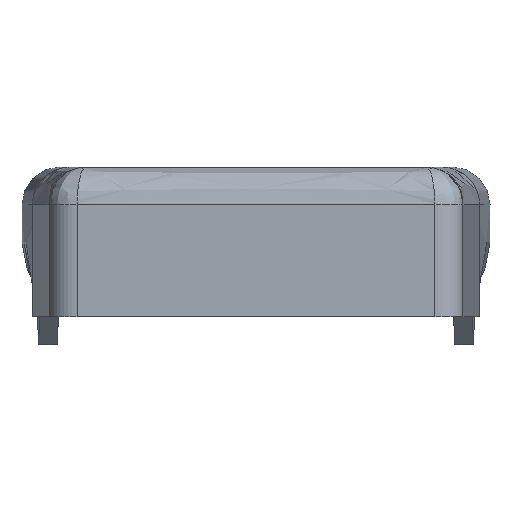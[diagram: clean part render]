
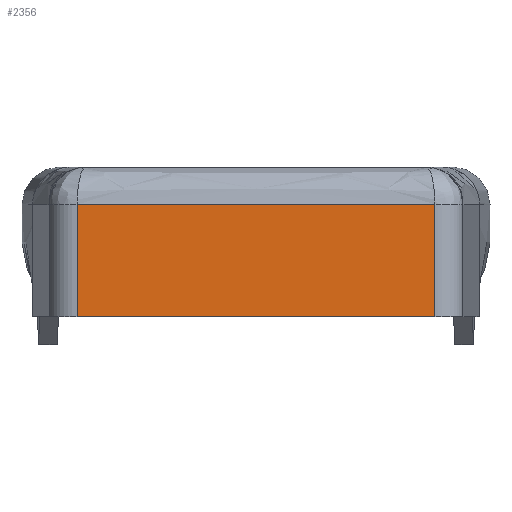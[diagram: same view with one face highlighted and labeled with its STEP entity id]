
A CAD part, left-side view. The second image highlights one B-rep face of the part: STEP entity #2356.
In plain terms, the highlighted free-form (B-spline) face has degree [1, 1] with [2, 2] control points.
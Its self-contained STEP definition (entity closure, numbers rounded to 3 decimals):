
#1694=CARTESIAN_POINT('',(-98.0,9.557,0.0));
#1695=VERTEX_POINT('',#1694);
#1798=CARTESIAN_POINT('',(-98.0,-9.556,0.0));
#1799=VERTEX_POINT('',#1798);
#1813=CARTESIAN_POINT('',(-98.0,9.557,0.0));
#1814=CARTESIAN_POINT('',(-98.0,-9.556,0.0));
#1815=QUASI_UNIFORM_CURVE('',1,(#1813,#1814),.UNSPECIFIED.,.F.,.U.);
#1816=EDGE_CURVE('',#1695,#1799,#1815,.T.);
#2175=CARTESIAN_POINT('',(-98.0,9.557,6.));
#2176=VERTEX_POINT('',#2175);
#2177=CARTESIAN_POINT('',(-98.0,9.557,6.));
#2178=CARTESIAN_POINT('',(-98.0,9.557,0.0));
#2179=QUASI_UNIFORM_CURVE('',1,(#2177,#2178),.UNSPECIFIED.,.F.,.U.);
#2180=EDGE_CURVE('',#2176,#1695,#2179,.T.);
#2227=CARTESIAN_POINT('',(-98.0,-9.556,6.));
#2228=VERTEX_POINT('',#2227);
#2242=CARTESIAN_POINT('',(-98.0,-9.556,0.0));
#2243=CARTESIAN_POINT('',(-98.0,-9.556,6.));
#2244=QUASI_UNIFORM_CURVE('',1,(#2242,#2243),.UNSPECIFIED.,.F.,.U.);
#2245=EDGE_CURVE('',#1799,#2228,#2244,.T.);
#2341=CARTESIAN_POINT('',(-98.0,10.512,6.3));
#2342=CARTESIAN_POINT('',(-98.0,10.512,-0.3));
#2343=CARTESIAN_POINT('',(-98.0,-10.511,6.3));
#2344=CARTESIAN_POINT('',(-98.0,-10.511,-0.3));
#2345=B_SPLINE_SURFACE_WITH_KNOTS('',1,1,((#2341,#2343),(#2342,#2344)),.UNSPECIFIED.,.F.,.F.,.U.,(2,2),(2,2),(0.0,6.599),(0.0,21.023),.UNSPECIFIED.);
#2346=ORIENTED_EDGE('',*,*,#2245,.T.);
#2347=CARTESIAN_POINT('',(-98.0,-9.556,6.));
#2348=CARTESIAN_POINT('',(-98.0,9.557,6.));
#2349=QUASI_UNIFORM_CURVE('',1,(#2347,#2348),.UNSPECIFIED.,.F.,.U.);
#2350=EDGE_CURVE('',#2228,#2176,#2349,.T.);
#2351=ORIENTED_EDGE('',*,*,#2350,.T.);
#2352=ORIENTED_EDGE('',*,*,#2180,.T.);
#2353=ORIENTED_EDGE('',*,*,#1816,.T.);
#2354=EDGE_LOOP('',(#2346,#2351,#2352,#2353));
#2355=FACE_OUTER_BOUND('',#2354,.T.);
#2356=ADVANCED_FACE('',(#2355),#2345,.T.);
